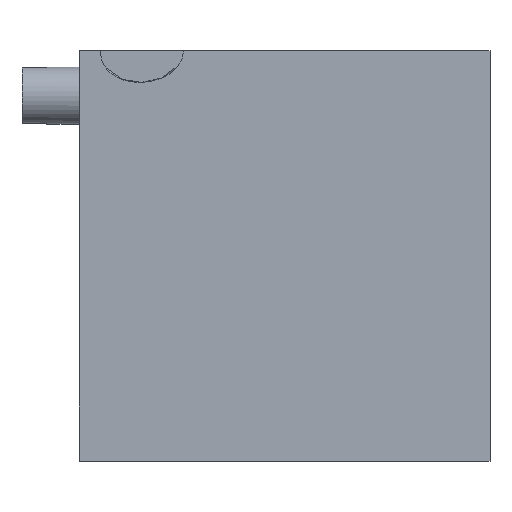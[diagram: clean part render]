
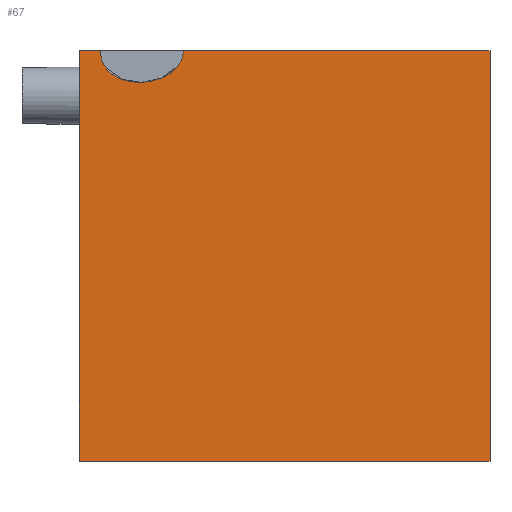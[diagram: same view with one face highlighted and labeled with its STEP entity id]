
A CAD part, top view. The second image highlights one B-rep face of the part: STEP entity #67.
In plain terms, the highlighted planar face has unit normal (0, 0, 1).
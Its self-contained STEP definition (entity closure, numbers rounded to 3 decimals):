
#67=ADVANCED_FACE('',(#245),#247,.T.);
#245=FACE_BOUND('',#246,.T.);
#246=EDGE_LOOP('',(#401,#402,#403,#404,#405,#406));
#247=PLANE('',#248);
#248=AXIS2_PLACEMENT_3D('',#249,#250,#251);
#249=CARTESIAN_POINT('',(0.,0.,5.4));
#250=DIRECTION('',(0.,0.,1.));
#251=DIRECTION('',(1.,0.,0.));
#401=ORIENTED_EDGE('',*,*,#481,.T.);
#402=ORIENTED_EDGE('',*,*,#480,.T.);
#403=ORIENTED_EDGE('',*,*,#482,.T.);
#404=ORIENTED_EDGE('',*,*,#483,.T.);
#405=ORIENTED_EDGE('',*,*,#484,.T.);
#406=ORIENTED_EDGE('',*,*,#476,.T.);
#476=EDGE_CURVE('',#518,#516,#519,.T.);
#480=EDGE_CURVE('',#511,#524,#526,.T.);
#481=EDGE_CURVE('',#516,#511,#527,.F.);
#482=EDGE_CURVE('',#524,#528,#529,.T.);
#483=EDGE_CURVE('',#528,#530,#531,.T.);
#484=EDGE_CURVE('',#530,#518,#532,.T.);
#511=VERTEX_POINT('',#577);
#516=VERTEX_POINT('',#586);
#518=VERTEX_POINT('',#590);
#519=LINE('',#591,#592);
#524=VERTEX_POINT('',#602);
#526=LINE('',#606,#607);
#527=B_SPLINE_CURVE_WITH_KNOTS('',3,
(#609,#610,#611,#612),
.UNSPECIFIED.,.F.,.F.,
(4,4),
(0.,1.),
.UNSPECIFIED.);
#528=VERTEX_POINT('',#613);
#529=LINE('',#614,#615);
#530=VERTEX_POINT('',#617);
#531=LINE('',#618,#619);
#532=LINE('',#621,#622);
#577=CARTESIAN_POINT('',(-4.494,5.,5.4));
#586=CARTESIAN_POINT('',(-2.47,5.,5.4));
#590=CARTESIAN_POINT('',(5.,5.,5.4));
#591=CARTESIAN_POINT('',(5.,5.,5.4));
#592=VECTOR('',#593,1.);
#593=DIRECTION('',(-1.,0.,0.));
#602=CARTESIAN_POINT('',(-5.,5.,5.4));
#606=CARTESIAN_POINT('',(-4.494,5.,5.4));
#607=VECTOR('',#608,1.);
#608=DIRECTION('',(-1.,0.,0.));
#609=CARTESIAN_POINT('',(-4.494,5.,5.4));
#610=CARTESIAN_POINT('',(-4.461,3.895,5.4));
#611=CARTESIAN_POINT('',(-2.496,4.045,5.4));
#612=CARTESIAN_POINT('',(-2.47,5.,5.4));
#613=CARTESIAN_POINT('',(-5.,-5.,5.4));
#614=CARTESIAN_POINT('',(-5.,5.,5.4));
#615=VECTOR('',#616,1.);
#616=DIRECTION('',(0.,-1.,0.));
#617=CARTESIAN_POINT('',(5.,-5.,5.4));
#618=CARTESIAN_POINT('',(-5.,-5.,5.4));
#619=VECTOR('',#620,1.);
#620=DIRECTION('',(1.,0.,0.));
#621=CARTESIAN_POINT('',(5.,-5.,5.4));
#622=VECTOR('',#623,1.);
#623=DIRECTION('',(0.,1.,0.));
